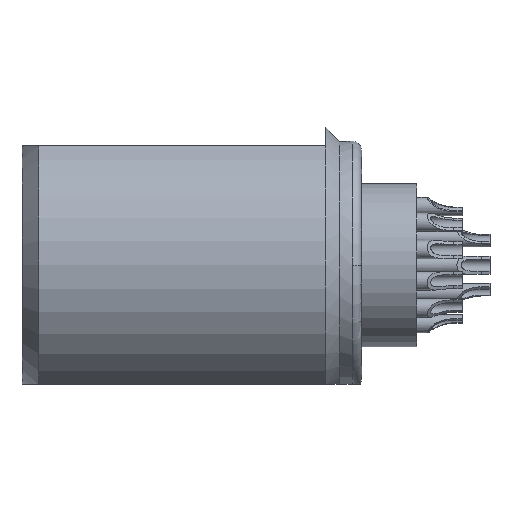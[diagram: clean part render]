
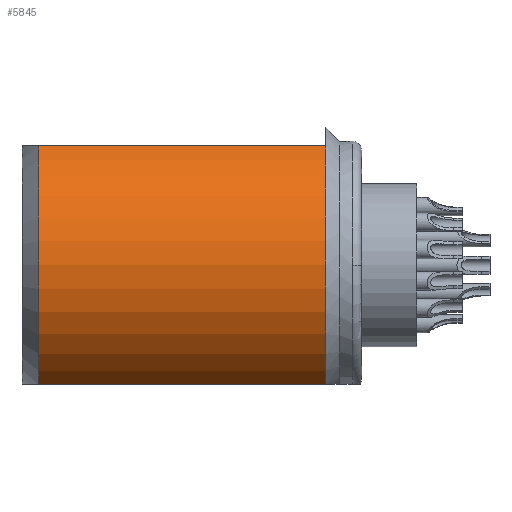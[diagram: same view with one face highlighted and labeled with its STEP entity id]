
A CAD part, front view. The second image highlights one B-rep face of the part: STEP entity #5845.
In plain terms, the highlighted cylindrical face has radius 7.5 mm (diameter 15 mm), a partial arc.
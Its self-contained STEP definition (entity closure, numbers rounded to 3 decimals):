
#537=CARTESIAN_POINT('',(3.55,0.,0.));
#538=DIRECTION('',(1.,0.,0.));
#539=DIRECTION('',(0.,-0.499,0.867));
#540=AXIS2_PLACEMENT_3D('',#537,#538,#539);
#542=DIRECTION('',(1.,0.,0.));
#543=VECTOR('',#542,15.65);
#544=CARTESIAN_POINT('',(-12.1,-3.742,-6.5));
#545=LINE('',#544,#543);
#546=DIRECTION('',(1.,0.,0.));
#547=VECTOR('',#546,15.65);
#548=CARTESIAN_POINT('',(-12.1,-3.742,6.5));
#549=LINE('',#548,#547);
#550=CARTESIAN_POINT('',(-12.1,0.,0.));
#551=DIRECTION('',(1.,0.,0.));
#552=DIRECTION('',(0.,-0.499,0.867));
#553=AXIS2_PLACEMENT_3D('',#550,#551,#552);
#4528=CARTESIAN_POINT('',(-12.1,-3.742,6.5));
#4529=CARTESIAN_POINT('',(3.55,-3.742,6.5));
#4530=VERTEX_POINT('',#4528);
#4531=VERTEX_POINT('',#4529);
#4532=CARTESIAN_POINT('',(-12.1,-3.742,-6.5));
#4533=CARTESIAN_POINT('',(3.55,-3.742,-6.5));
#4534=VERTEX_POINT('',#4532);
#4535=VERTEX_POINT('',#4533);
#5831=CARTESIAN_POINT('',(-13.925,0.,0.));
#5832=DIRECTION('',(1.,0.,0.));
#5833=DIRECTION('',(0.,-1.,0.));
#5834=AXIS2_PLACEMENT_3D('',#5831,#5832,#5833);
#5835=CYLINDRICAL_SURFACE('',#5834,7.5);
#5837=ORIENTED_EDGE('',*,*,#5836,.T.);
#5838=ORIENTED_EDGE('',*,*,#5794,.F.);
#5840=ORIENTED_EDGE('',*,*,#5839,.F.);
#5842=ORIENTED_EDGE('',*,*,#5841,.T.);
#5843=EDGE_LOOP('',(#5837,#5838,#5840,#5842));
#5844=FACE_OUTER_BOUND('',#5843,.F.);
#5845=ADVANCED_FACE('',(#5844),#5835,.T.);
#541=CIRCLE('',#540,7.5);
#554=CIRCLE('',#553,7.5);
#5794=EDGE_CURVE('',#4534,#4535,#545,.T.);
#5836=EDGE_CURVE('',#4531,#4535,#541,.T.);
#5839=EDGE_CURVE('',#4530,#4534,#554,.T.);
#5841=EDGE_CURVE('',#4530,#4531,#549,.T.);
